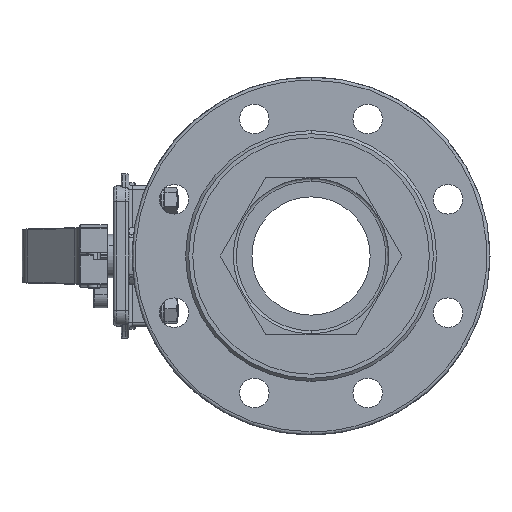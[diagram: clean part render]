
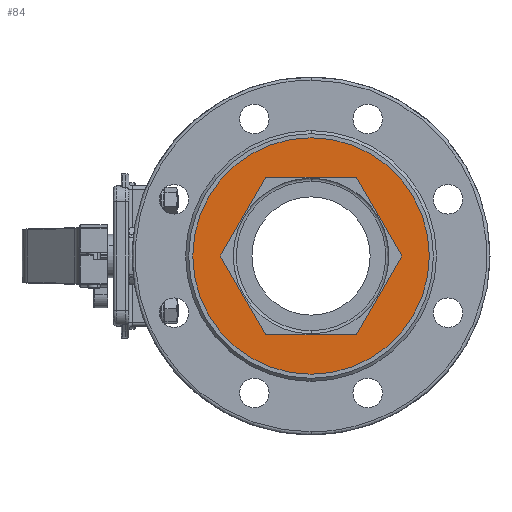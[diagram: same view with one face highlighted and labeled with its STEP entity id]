
A CAD part, left-side view. The second image highlights one B-rep face of the part: STEP entity #84.
In plain terms, the highlighted planar face has unit normal (-1, 0, 0).
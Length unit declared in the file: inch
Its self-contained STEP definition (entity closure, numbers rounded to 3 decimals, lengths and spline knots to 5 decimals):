
#84 = ADVANCED_FACE ( 'NONE', ( #26023, #1307 ), #46735, .T. ) ;
#1307 = FACE_BOUND ( 'NONE', #50429, .T. ) ;
#4357 = CARTESIAN_POINT ( 'NONE',  ( 0., 2.29576, 0. ) ) ;
#5470 = ORIENTED_EDGE ( 'NONE', *, *, #34467, .T. ) ;
#7325 = VERTEX_POINT ( 'NONE', #55221 ) ;
#7894 = VERTEX_POINT ( 'NONE', #8960 ) ;
#8198 = EDGE_CURVE ( 'NONE', #7894, #64361, #19430, .T. ) ;
#8960 = CARTESIAN_POINT ( 'NONE',  ( 0., -2.29576, 0. ) ) ;
#9056 = AXIS2_PLACEMENT_3D ( 'NONE', #34196, #59501, #52935 ) ;
#9832 = ORIENTED_EDGE ( 'NONE', *, *, #44039, .T. ) ;
#10294 = VERTEX_POINT ( 'NONE', #22824 ) ;
#11487 = LINE ( 'NONE', #31577, #44029 ) ;
#11511 = ORIENTED_EDGE ( 'NONE', *, *, #22354, .T. ) ;
#13457 = VERTEX_POINT ( 'NONE', #20832 ) ;
#14148 = CARTESIAN_POINT ( 'NONE',  ( 0., -2.29576, 0. ) ) ;
#14481 = CARTESIAN_POINT ( 'NONE',  ( 0., 0., 0. ) ) ;
#15122 = EDGE_LOOP ( 'NONE', ( #43751, #35389 ) ) ;
#17620 = VECTOR ( 'NONE', #18076, 39.37008 ) ;
#17823 = VECTOR ( 'NONE', #43095, 39.37008 ) ;
#18076 = DIRECTION ( 'NONE',  ( 0., -1., 0. ) ) ;
#19430 = LINE ( 'NONE', #14148, #48038 ) ;
#19445 = EDGE_CURVE ( 'NONE', #10294, #13457, #52140, .T. ) ;
#20832 = CARTESIAN_POINT ( 'NONE',  ( 0., 0., -2.99213 ) ) ;
#20862 = EDGE_CURVE ( 'NONE', #7325, #48900, #49435, .T. ) ;
#22354 = EDGE_CURVE ( 'NONE', #48900, #30932, #26407, .T. ) ;
#22824 = CARTESIAN_POINT ( 'NONE',  ( 0., 0., 2.99213 ) ) ;
#24468 = DIRECTION ( 'NONE',  ( 0., -0.5, 0.866 ) ) ;
#24963 = VECTOR ( 'NONE', #24468, 39.37008 ) ;
#26023 = FACE_OUTER_BOUND ( 'NONE', #15122, .T. ) ;
#26326 = DIRECTION ( 'NONE',  ( 0., -0.5, -0.866 ) ) ;
#26407 = LINE ( 'NONE', #56292, #17620 ) ;
#27322 = CARTESIAN_POINT ( 'NONE',  ( 0., 0., -1.98819 ) ) ;
#27523 = VECTOR ( 'NONE', #43404, 39.37008 ) ;
#28124 = AXIS2_PLACEMENT_3D ( 'NONE', #14481, #34568, #29627 ) ;
#28196 = CARTESIAN_POINT ( 'NONE',  ( 0., 1.14788, -1.98819 ) ) ;
#29627 = DIRECTION ( 'NONE',  ( 0., 0., -1. ) ) ;
#29876 = AXIS2_PLACEMENT_3D ( 'NONE', #60879, #31615, #51647 ) ;
#30932 = VERTEX_POINT ( 'NONE', #58850 ) ;
#31577 = CARTESIAN_POINT ( 'NONE',  ( 0., -1.14788, 1.98819 ) ) ;
#31615 = DIRECTION ( 'NONE',  ( -1., 0., 0. ) ) ;
#34196 = CARTESIAN_POINT ( 'NONE',  ( 0., 0., 0. ) ) ;
#34467 = EDGE_CURVE ( 'NONE', #30932, #7894, #11487, .T. ) ;
#34568 = DIRECTION ( 'NONE',  ( -1., 0., 0. ) ) ;
#35389 = ORIENTED_EDGE ( 'NONE', *, *, #19445, .T. ) ;
#38784 = LINE ( 'NONE', #58178, #27523 ) ;
#39178 = DIRECTION ( 'NONE',  ( 0., 0.5, -0.866 ) ) ;
#42185 = VERTEX_POINT ( 'NONE', #28196 ) ;
#42670 = CARTESIAN_POINT ( 'NONE',  ( 0., -1.14788, -1.98819 ) ) ;
#43095 = DIRECTION ( 'NONE',  ( 0., 1., 0. ) ) ;
#43404 = DIRECTION ( 'NONE',  ( 0., 0.5, 0.866 ) ) ;
#43736 = LINE ( 'NONE', #27322, #17823 ) ;
#43751 = ORIENTED_EDGE ( 'NONE', *, *, #47909, .T. ) ;
#43987 = CARTESIAN_POINT ( 'NONE',  ( 0., 1.14788, 1.98819 ) ) ;
#44029 = VECTOR ( 'NONE', #26326, 39.37008 ) ;
#44039 = EDGE_CURVE ( 'NONE', #64361, #42185, #43736, .T. ) ;
#44464 = ORIENTED_EDGE ( 'NONE', *, *, #20862, .T. ) ;
#46735 = PLANE ( 'NONE',  #29876 ) ;
#47801 = ORIENTED_EDGE ( 'NONE', *, *, #8198, .T. ) ;
#47909 = EDGE_CURVE ( 'NONE', #13457, #10294, #62071, .T. ) ;
#48038 = VECTOR ( 'NONE', #39178, 39.37008 ) ;
#48900 = VERTEX_POINT ( 'NONE', #43987 ) ;
#49435 = LINE ( 'NONE', #4357, #24963 ) ;
#50429 = EDGE_LOOP ( 'NONE', ( #9832, #65084, #44464, #11511, #5470, #47801 ) ) ;
#51647 = DIRECTION ( 'NONE',  ( 0., 0., 1. ) ) ;
#52140 = CIRCLE ( 'NONE', #9056, 2.99213 ) ;
#52935 = DIRECTION ( 'NONE',  ( 0., 0., -1. ) ) ;
#53952 = EDGE_CURVE ( 'NONE', #42185, #7325, #38784, .T. ) ;
#55221 = CARTESIAN_POINT ( 'NONE',  ( 0., 2.29576, 0. ) ) ;
#56292 = CARTESIAN_POINT ( 'NONE',  ( 0., 0., 1.98819 ) ) ;
#58178 = CARTESIAN_POINT ( 'NONE',  ( 0., 1.14788, -1.98819 ) ) ;
#58850 = CARTESIAN_POINT ( 'NONE',  ( 0., -1.14788, 1.98819 ) ) ;
#59501 = DIRECTION ( 'NONE',  ( -1., 0., 0. ) ) ;
#60879 = CARTESIAN_POINT ( 'NONE',  ( 0., 0., 0. ) ) ;
#62071 = CIRCLE ( 'NONE', #28124, 2.99213 ) ;
#64361 = VERTEX_POINT ( 'NONE', #42670 ) ;
#65084 = ORIENTED_EDGE ( 'NONE', *, *, #53952, .T. ) ;
